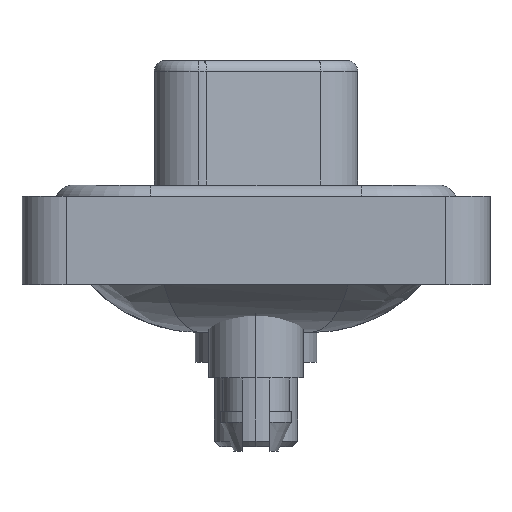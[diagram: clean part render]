
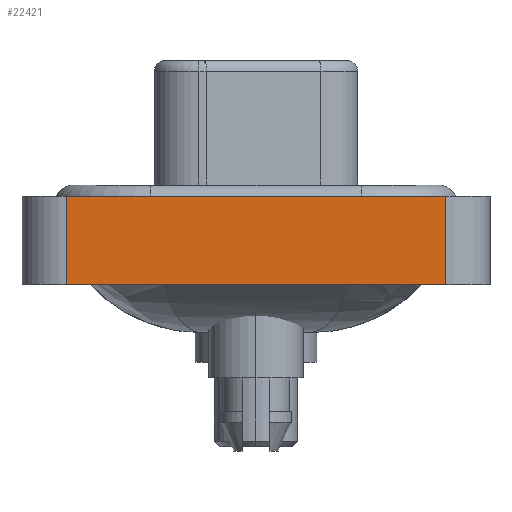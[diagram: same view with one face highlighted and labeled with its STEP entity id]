
A CAD part, left-side view. The second image highlights one B-rep face of the part: STEP entity #22421.
In plain terms, the highlighted planar face has unit normal (-1, 0, 0).
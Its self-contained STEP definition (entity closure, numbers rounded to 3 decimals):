
#902 = LINE ( 'NONE', #22603, #1022 ) ;
#1022 = VECTOR ( 'NONE', #16790, 1000. ) ;
#1311 = AXIS2_PLACEMENT_3D ( 'NONE', #10668, #7162, #12626 ) ;
#2213 = LINE ( 'NONE', #7663, #13813 ) ;
#5310 = PLANE ( 'NONE',  #1311 ) ;
#5592 = VERTEX_POINT ( 'NONE', #12857 ) ;
#6278 = ORIENTED_EDGE ( 'NONE', *, *, #10950, .F. ) ;
#7162 = DIRECTION ( 'NONE',  ( -1., 0., 0. ) ) ;
#7663 = CARTESIAN_POINT ( 'NONE',  ( -7.35, -8.55, -3.6 ) ) ;
#7686 = EDGE_CURVE ( 'NONE', #18346, #13702, #14768, .T. ) ;
#9022 = FACE_OUTER_BOUND ( 'NONE', #18335, .T. ) ;
#10577 = EDGE_CURVE ( 'NONE', #22920, #18346, #2213, .T. ) ;
#10668 = CARTESIAN_POINT ( 'NONE',  ( -7.35, -8.55, -3.6 ) ) ;
#10950 = EDGE_CURVE ( 'NONE', #22920, #5592, #13287, .T. ) ;
#11233 = VECTOR ( 'NONE', #21850, 1000. ) ;
#11645 = ORIENTED_EDGE ( 'NONE', *, *, #19890, .F. ) ;
#12033 = CARTESIAN_POINT ( 'NONE',  ( -7.35, -8.55, 0.4 ) ) ;
#12626 = DIRECTION ( 'NONE',  ( 0., 0., 1. ) ) ;
#12857 = CARTESIAN_POINT ( 'NONE',  ( -7.35, 8.55, 0.4 ) ) ;
#13008 = CARTESIAN_POINT ( 'NONE',  ( -7.35, -8.55, -3.6 ) ) ;
#13287 = LINE ( 'NONE', #20150, #19377 ) ;
#13702 = VERTEX_POINT ( 'NONE', #12033 ) ;
#13813 = VECTOR ( 'NONE', #16256, 1000. ) ;
#14768 = LINE ( 'NONE', #13008, #11233 ) ;
#16256 = DIRECTION ( 'NONE',  ( 0., -1., 0. ) ) ;
#16334 = ORIENTED_EDGE ( 'NONE', *, *, #7686, .T. ) ;
#16452 = CARTESIAN_POINT ( 'NONE',  ( -7.35, -8.55, -3.6 ) ) ;
#16776 = DIRECTION ( 'NONE',  ( 0., 0., 1. ) ) ;
#16790 = DIRECTION ( 'NONE',  ( 0., -1., 0. ) ) ;
#16971 = CARTESIAN_POINT ( 'NONE',  ( -7.35, 8.55, -3.6 ) ) ;
#18335 = EDGE_LOOP ( 'NONE', ( #16334, #11645, #6278, #20004 ) ) ;
#18346 = VERTEX_POINT ( 'NONE', #16452 ) ;
#19377 = VECTOR ( 'NONE', #16776, 1000. ) ;
#19890 = EDGE_CURVE ( 'NONE', #5592, #13702, #902, .T. ) ;
#20004 = ORIENTED_EDGE ( 'NONE', *, *, #10577, .T. ) ;
#20150 = CARTESIAN_POINT ( 'NONE',  ( -7.35, 8.55, -3.6 ) ) ;
#21850 = DIRECTION ( 'NONE',  ( 0., 0., 1. ) ) ;
#22421 = ADVANCED_FACE ( 'NONE', ( #9022 ), #5310, .T. ) ;
#22603 = CARTESIAN_POINT ( 'NONE',  ( -7.35, -8.55, 0.4 ) ) ;
#22920 = VERTEX_POINT ( 'NONE', #16971 ) ;
